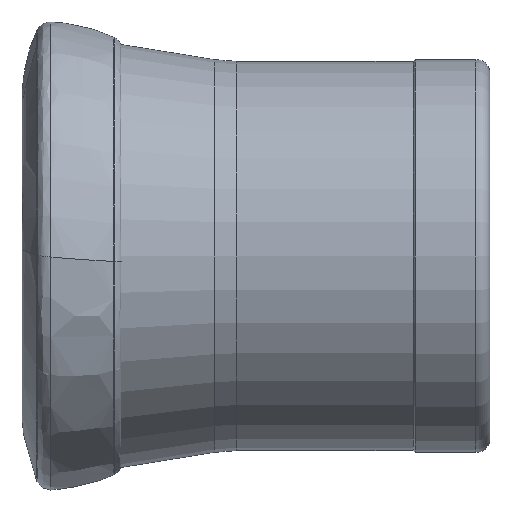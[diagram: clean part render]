
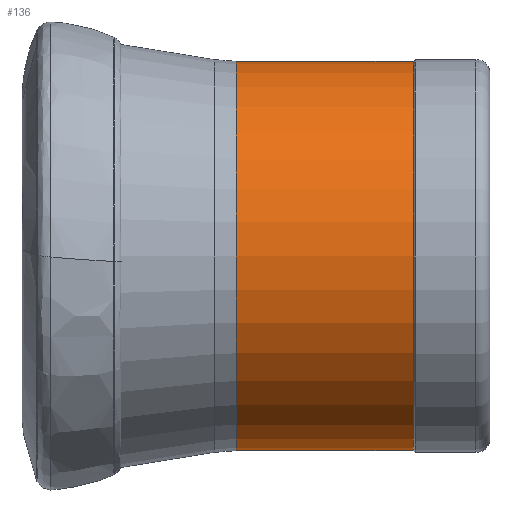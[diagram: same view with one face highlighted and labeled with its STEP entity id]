
A CAD part, front view. The second image highlights one B-rep face of the part: STEP entity #136.
In plain terms, the highlighted cylindrical face has radius 20.8 mm (diameter 41.6 mm), a full revolution.
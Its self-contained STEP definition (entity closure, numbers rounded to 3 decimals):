
#32=CYLINDRICAL_SURFACE('',#672,20.8);
#67=FACE_BOUND('',#257,.T.);
#68=FACE_BOUND('',#258,.T.);
#136=ADVANCED_FACE('',(#67,#68),#32,.T.);
#257=EDGE_LOOP('',(#456));
#258=EDGE_LOOP('',(#457));
#305=CIRCLE('',#669,20.8);
#306=CIRCLE('',#671,20.8);
#456=ORIENTED_EDGE('',*,*,#581,.F.);
#457=ORIENTED_EDGE('',*,*,#582,.T.);
#504=VERTEX_POINT('',#2629);
#505=VERTEX_POINT('',#2632);
#581=EDGE_CURVE('',#504,#504,#305,.T.);
#582=EDGE_CURVE('',#505,#505,#306,.T.);
#669=AXIS2_PLACEMENT_3D('',#2628,#779,#780);
#671=AXIS2_PLACEMENT_3D('',#2631,#783,#784);
#672=AXIS2_PLACEMENT_3D('',#2633,#785,#786);
#779=DIRECTION('',(-1.,0.,0.));
#780=DIRECTION('',(0.,0.,1.));
#783=DIRECTION('',(-1.,0.,0.));
#784=DIRECTION('',(0.,0.,1.));
#785=DIRECTION('',(-1.,0.,0.));
#786=DIRECTION('',(0.,0.,1.));
#2628=CARTESIAN_POINT('',(22.903,0.,0.));
#2629=CARTESIAN_POINT('',(22.903,0.,20.8));
#2631=CARTESIAN_POINT('',(41.8,0.,0.));
#2632=CARTESIAN_POINT('',(41.8,0.,20.8));
#2633=CARTESIAN_POINT('',(0.,0.,0.));
